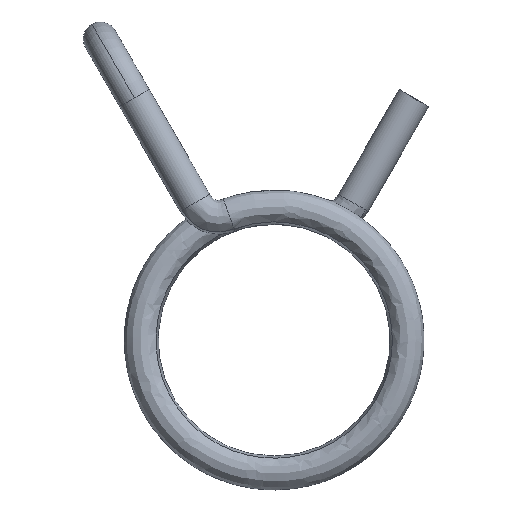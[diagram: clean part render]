
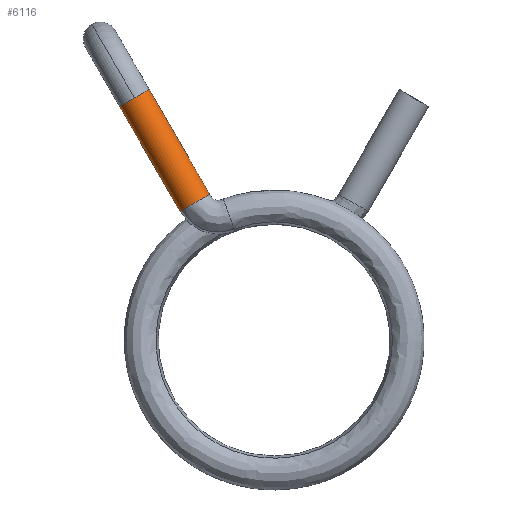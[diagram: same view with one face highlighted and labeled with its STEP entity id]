
A CAD part, top view. The second image highlights one B-rep face of the part: STEP entity #6116.
In plain terms, the highlighted cylindrical face has radius 0.5 mm (diameter 1 mm), a partial arc.
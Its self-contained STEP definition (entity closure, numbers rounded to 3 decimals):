
#63 = DIRECTION ( 'NONE',  ( 0.5, -0.866, 0. ) ) ;
#98 = AXIS2_PLACEMENT_3D ( 'NONE', #5883, #6956, #5847 ) ;
#489 = CARTESIAN_POINT ( 'NONE',  ( -4.533, 6.851, 2. ) ) ;
#495 = CARTESIAN_POINT ( 'NONE',  ( -3.667, 7.351, 2. ) ) ;
#563 = VECTOR ( 'NONE', #2740, 1000. ) ;
#578 = CIRCLE ( 'NONE', #2940, 0.5 ) ;
#667 = CARTESIAN_POINT ( 'NONE',  ( -4.1, 7.101, 2.5 ) ) ;
#874 = ORIENTED_EDGE ( 'NONE', *, *, #1472, .F. ) ;
#895 = VERTEX_POINT ( 'NONE', #4247 ) ;
#971 = CARTESIAN_POINT ( 'NONE',  ( -4.1, 7.101, 2. ) ) ;
#1052 = AXIS2_PLACEMENT_3D ( 'NONE', #971, #3260, #3290 ) ;
#1272 = DIRECTION ( 'NONE',  ( 0.5, -0.866, 0. ) ) ;
#1472 = EDGE_CURVE ( 'NONE', #2404, #2000, #4075, .T. ) ;
#1504 = VERTEX_POINT ( 'NONE', #489 ) ;
#1739 = ORIENTED_EDGE ( 'NONE', *, *, #3330, .T. ) ;
#2000 = VERTEX_POINT ( 'NONE', #3737 ) ;
#2037 = ORIENTED_EDGE ( 'NONE', *, *, #5378, .F. ) ;
#2188 = DIRECTION ( 'NONE',  ( 0.75, 0.433, -0.5 ) ) ;
#2214 = ORIENTED_EDGE ( 'NONE', *, *, #6942, .T. ) ;
#2269 = AXIS2_PLACEMENT_3D ( 'NONE', #5412, #4197, #4123 ) ;
#2404 = VERTEX_POINT ( 'NONE', #5569 ) ;
#2740 = DIRECTION ( 'NONE',  ( 0.5, -0.866, 0. ) ) ;
#2790 = ORIENTED_EDGE ( 'NONE', *, *, #2968, .F. ) ;
#2911 = VERTEX_POINT ( 'NONE', #667 ) ;
#2940 = AXIS2_PLACEMENT_3D ( 'NONE', #6824, #1272, #5672 ) ;
#2968 = EDGE_CURVE ( 'NONE', #5742, #895, #5132, .T. ) ;
#3260 = DIRECTION ( 'NONE',  ( 0.5, -0.866, 0. ) ) ;
#3290 = DIRECTION ( 'NONE',  ( 0.75, 0.433, -0.5 ) ) ;
#3330 = EDGE_CURVE ( 'NONE', #2911, #1504, #6220, .T. ) ;
#3432 = CARTESIAN_POINT ( 'NONE',  ( -2.324, 4.025, 2. ) ) ;
#3557 = CARTESIAN_POINT ( 'NONE',  ( -4.533, 6.851, 2. ) ) ;
#3592 = LINE ( 'NONE', #3557, #4583 ) ;
#3636 = FACE_OUTER_BOUND ( 'NONE', #5192, .T. ) ;
#3737 = CARTESIAN_POINT ( 'NONE',  ( -2.757, 3.775, 2. ) ) ;
#4075 = CIRCLE ( 'NONE', #2269, 0.5 ) ;
#4123 = DIRECTION ( 'NONE',  ( 0.75, 0.433, -0.5 ) ) ;
#4197 = DIRECTION ( 'NONE',  ( 0.5, -0.866, 0. ) ) ;
#4247 = CARTESIAN_POINT ( 'NONE',  ( -1.891, 4.275, 2. ) ) ;
#4342 = AXIS2_PLACEMENT_3D ( 'NONE', #3432, #63, #2188 ) ;
#4520 = EDGE_CURVE ( 'NONE', #5742, #2911, #578, .T. ) ;
#4583 = VECTOR ( 'NONE', #4651, 1000. ) ;
#4651 = DIRECTION ( 'NONE',  ( 0.5, -0.866, 0. ) ) ;
#5132 = LINE ( 'NONE', #495, #563 ) ;
#5189 = ORIENTED_EDGE ( 'NONE', *, *, #4520, .T. ) ;
#5192 = EDGE_LOOP ( 'NONE', ( #5189, #1739, #2214, #874, #2037, #2790 ) ) ;
#5378 = EDGE_CURVE ( 'NONE', #895, #2404, #5528, .T. ) ;
#5412 = CARTESIAN_POINT ( 'NONE',  ( -2.324, 4.025, 2. ) ) ;
#5528 = CIRCLE ( 'NONE', #4342, 0.5 ) ;
#5569 = CARTESIAN_POINT ( 'NONE',  ( -2.699, 3.809, 2.25 ) ) ;
#5634 = CARTESIAN_POINT ( 'NONE',  ( -3.667, 7.351, 2. ) ) ;
#5672 = DIRECTION ( 'NONE',  ( 0.75, 0.433, -0.5 ) ) ;
#5742 = VERTEX_POINT ( 'NONE', #5634 ) ;
#5847 = DIRECTION ( 'NONE',  ( 0.866, 0.5, 0. ) ) ;
#5883 = CARTESIAN_POINT ( 'NONE',  ( -4.1, 7.101, 2. ) ) ;
#6116 = ADVANCED_FACE ( 'NONE', ( #3636 ), #6919, .T. ) ;
#6220 = CIRCLE ( 'NONE', #1052, 0.5 ) ;
#6824 = CARTESIAN_POINT ( 'NONE',  ( -4.1, 7.101, 2. ) ) ;
#6919 = CYLINDRICAL_SURFACE ( 'NONE', #98, 0.5 ) ;
#6942 = EDGE_CURVE ( 'NONE', #1504, #2000, #3592, .T. ) ;
#6956 = DIRECTION ( 'NONE',  ( 0.5, -0.866, 0. ) ) ;
